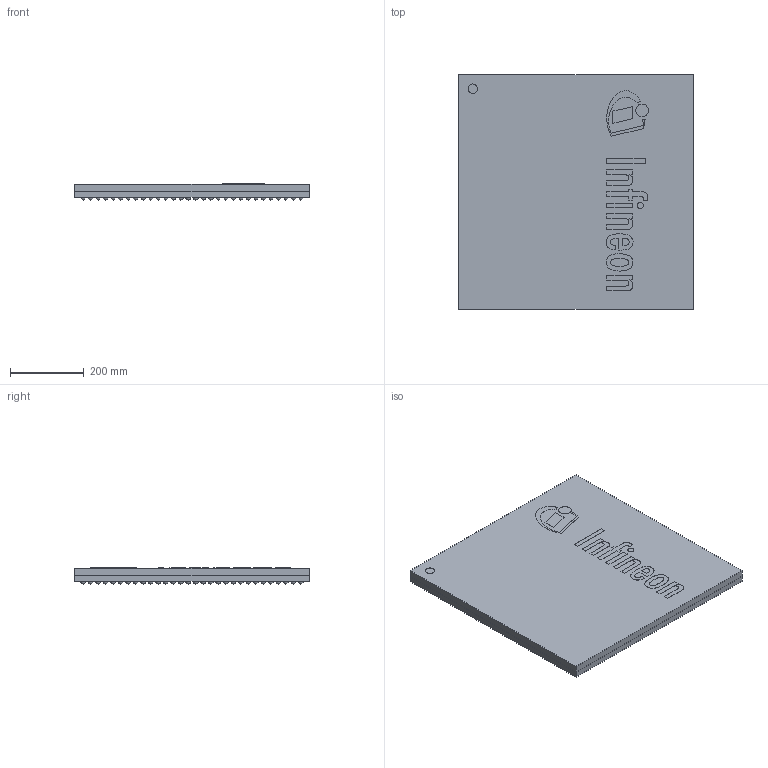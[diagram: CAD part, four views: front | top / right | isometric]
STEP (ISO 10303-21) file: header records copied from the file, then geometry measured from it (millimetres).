
FILE_DESCRIPTION(/* description */ (''),/* implementation_level */ '2;1');
FILE_NAME(/* name */ 'PG-LFBGA-516-5_Z8B00167424_V02_3D.stp',/* time_stamp */ '2024-08-21T12:15:19+05:30',/* author */ ('sivamani'),/* organization */ (''),/* preprocessor_version */ 'ST-DEVELOPER v19.2',/* originating_system */ 'AutoCAD Mechanical',/* authorisation */ '');
FILE_SCHEMA (('AUTOMOTIVE_DESIGN { 1 0 10303 214 3 1 1 }'));
Length unit declared in the file: inch
Products named in the file (1): Product
Bounding box: 635 x 635 x 43.43 mm (x, y, z)
Volume: 14703111 mm3; surface area: 2772079.7 mm2
Topology: 533 solids, 533 shells, 1779 faces, 3685 edges, 2458 vertices
Faces by surface type: cylinder 634, plane 629, sphere 516
Full cylindrical faces by diameter (mm): 12.7 x516, 16.541 x1, 25.4 x2, 34.127 x1
Entity records: 45303 total; most frequent: DIRECTION 9029, CARTESIAN_POINT 7407, ORIENTED_EDGE 6336, AXIS2_PLACEMENT_3D 4080, EDGE_CURVE 3168, VERTEX_POINT 2456, CIRCLE 2300, EDGE_LOOP 1784
